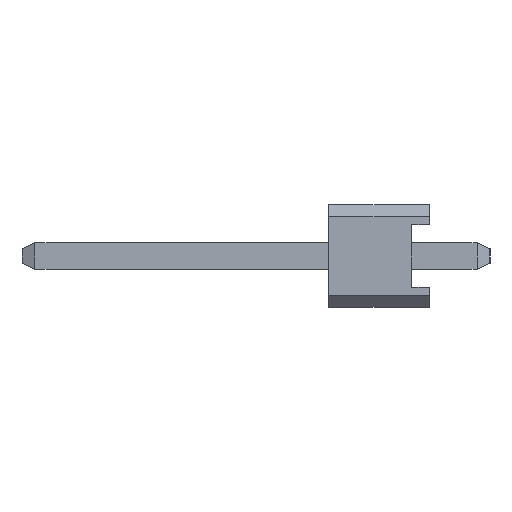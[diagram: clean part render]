
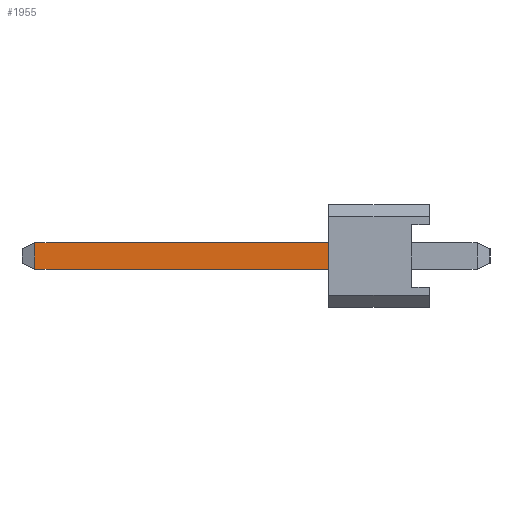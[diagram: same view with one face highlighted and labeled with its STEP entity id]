
A CAD part, left-side view. The second image highlights one B-rep face of the part: STEP entity #1955.
In plain terms, the highlighted planar face has unit normal (-1, 0, 0).
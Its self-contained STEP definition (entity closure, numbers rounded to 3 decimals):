
#75 = VERTEX_POINT ( 'NONE', #4869 ) ;
#84 = EDGE_CURVE ( 'NONE', #105, #75, #4862, .T. ) ;
#105 = VERTEX_POINT ( 'NONE', #4948 ) ;
#1955 = ADVANCED_FACE ( 'NONE', ( #9458 ), #9457, .F. ) ;
#1956 = EDGE_LOOP ( 'NONE', ( #1957, #1960, #1963, #1965 ) ) ;
#1957 = ORIENTED_EDGE ( 'NONE', *, *, #1958, .F. ) ;
#1958 = EDGE_CURVE ( 'NONE', #1959, #75, #9452, .T. ) ;
#1959 = VERTEX_POINT ( 'NONE', #9448 ) ;
#1960 = ORIENTED_EDGE ( 'NONE', *, *, #1961, .T. ) ;
#1961 = EDGE_CURVE ( 'NONE', #1959, #1962, #9447, .T. ) ;
#1962 = VERTEX_POINT ( 'NONE', #9508 ) ;
#1963 = ORIENTED_EDGE ( 'NONE', *, *, #1964, .T. ) ;
#1964 = EDGE_CURVE ( 'NONE', #1962, #105, #9507, .T. ) ;
#1965 = ORIENTED_EDGE ( 'NONE', *, *, #84, .T. ) ;
#4860 = VECTOR ( 'NONE', #4921, 1000. ) ;
#4861 = CARTESIAN_POINT ( 'NONE',  ( -0.325, 2.5, -1.27 ) ) ;
#4862 = LINE ( 'NONE', #4861, #4860 ) ;
#4869 = CARTESIAN_POINT ( 'NONE',  ( -0.325, 2.5, 0.325 ) ) ;
#4921 = DIRECTION ( 'NONE',  ( 0., 0., 1. ) ) ;
#4948 = CARTESIAN_POINT ( 'NONE',  ( -0.325, 2.5, -0.325 ) ) ;
#9444 = DIRECTION ( 'NONE',  ( 0., 0., -1. ) ) ;
#9445 = VECTOR ( 'NONE', #9444, 1000. ) ;
#9446 = CARTESIAN_POINT ( 'NONE',  ( -0.325, 9.778, 0.325 ) ) ;
#9447 = LINE ( 'NONE', #9446, #9445 ) ;
#9448 = CARTESIAN_POINT ( 'NONE',  ( -0.325, 9.778, 0.325 ) ) ;
#9449 = DIRECTION ( 'NONE',  ( 0., -1., 0. ) ) ;
#9450 = VECTOR ( 'NONE', #9449, 1000. ) ;
#9451 = CARTESIAN_POINT ( 'NONE',  ( -0.325, 10.1, 0.325 ) ) ;
#9452 = LINE ( 'NONE', #9451, #9450 ) ;
#9453 = DIRECTION ( 'NONE',  ( 0., 0., -1. ) ) ;
#9454 = DIRECTION ( 'NONE',  ( 1., 0., 0. ) ) ;
#9455 = CARTESIAN_POINT ( 'NONE',  ( -0.325, 10.1, 0.325 ) ) ;
#9456 = AXIS2_PLACEMENT_3D ( 'NONE', #9455, #9454, #9453 ) ;
#9457 = PLANE ( 'NONE',  #9456 ) ;
#9458 = FACE_OUTER_BOUND ( 'NONE', #1956, .T. ) ;
#9504 = DIRECTION ( 'NONE',  ( 0., -1., 0. ) ) ;
#9505 = VECTOR ( 'NONE', #9504, 1000. ) ;
#9506 = CARTESIAN_POINT ( 'NONE',  ( -0.325, 10.1, -0.325 ) ) ;
#9507 = LINE ( 'NONE', #9506, #9505 ) ;
#9508 = CARTESIAN_POINT ( 'NONE',  ( -0.325, 9.778, -0.325 ) ) ;
